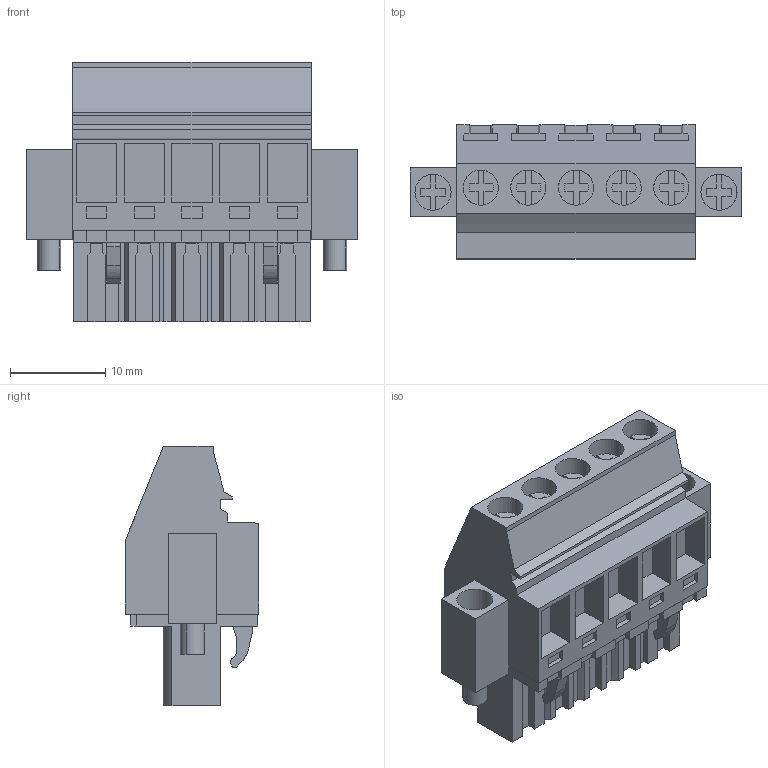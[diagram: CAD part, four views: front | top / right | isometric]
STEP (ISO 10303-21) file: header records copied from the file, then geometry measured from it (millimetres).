
FILE_DESCRIPTION(('CATIA V5 STEP Exchange','CAx-IF Rec.Pracs.--- Model Styling and Organization---1.2---2011-12-15'),'2;1');
FILE_NAME ('D1460505_0_1960700000_1960700000.stp','2017-09-20T17:03:37+00:00',('none'),('Weidmueller'),'CATIA Version 5-6 Release 2014','CATIA V5 STEP AP214','none');
FILE_SCHEMA(('AUTOMOTIVE_DESIGN { 1 0 10303 214 1 1 1 1 }'));
Length unit declared in the file: millimetre
Products named in the file (1): 1960700000
Bounding box: 34.8 x 14.05 x 27.2 mm (x, y, z)
Volume: 6108.2 mm3; surface area: 4384 mm2
Topology: 8 solids, 8 shells, 419 faces, 1130 edges, 754 vertices
Faces by surface type: plane 346, cylinder 63, extrusion 10
Entity records: 12393 total; most frequent: CARTESIAN_POINT 2378, ORIENTED_EDGE 2260, DIRECTION 1673, EDGE_CURVE 1130, VECTOR 951, LINE 941, VERTEX_POINT 754, EDGE_LOOP 452
